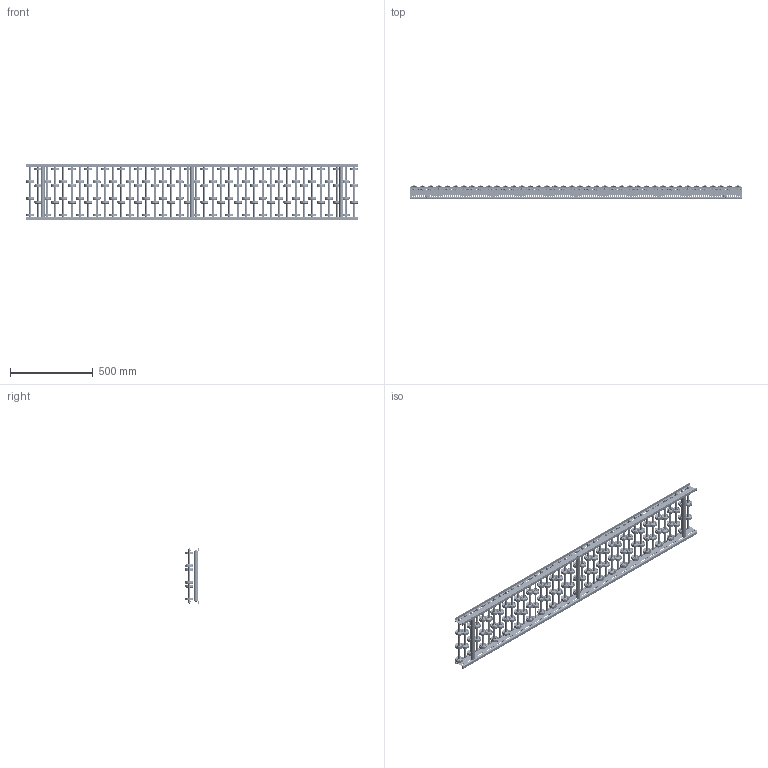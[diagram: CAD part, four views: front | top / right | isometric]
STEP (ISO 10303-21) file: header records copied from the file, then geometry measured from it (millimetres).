
FILE_DESCRIPTION (( 'STEP AP214' ), '1' );
FILE_NAME ('0052429.step', '2021-10-26T13:29:00', ( '' ), ( '' ), 'SwSTEP 2.0', 'SolidWorks 2020', '' );
FILE_SCHEMA (( 'AUTOMOTIVE_DESIGN' ));
Length unit declared in the file: millimetre
Products named in the file (9): S100994_Sperrzahnschraube_M08x16-8.8-A2K; Profil_LRB-20x70x20x2_KFG_S100202_U-PROFIL-20-70-20-2-LRB-L=2000; Röllchenachse-für-Konfiguration_EL300 Stahl; K0011528_2200-48-8; Hutmutter_DIN_1587_M8; Traversen_KFG_L300; 0046278_KB-ROHR-12X1,75mm_KFG_L76; 0052429; S106837_Gewindestange-M8-KFG_L320
Assembly tree (138 placements, depth 3):
  0052429
    Profil_LRB-20x70x20x2_KFG_S100202_U-PROFIL-20-70-20-2-LRB-L=2000  x2
    S100994_Sperrzahnschraube_M08x16-8.8-A2K  x6
    Traversen_KFG_L300  x3
    Röllchenachse-für-Konfiguration_EL300 Stahl  x40
      S106837_Gewindestange-M8-KFG_L320
      0046278_KB-ROHR-12X1,75mm_KFG_L76
      K0011528_2200-48-8
    Hutmutter_DIN_1587_M8  x80
Bounding box: 2000 x 79 x 340 mm (x, y, z)
Volume: 4548472.6 mm3; surface area: 3460991.6 mm2
Topology: 497 solids, 497 shells, 14546 faces, 30980 edges, 18732 vertices
Faces by surface type: cylinder 5348, torus 3144, plane 3042, cone 2932, bspline 80
Entity records: 32065 total; most frequent: DIRECTION 5759, CARTESIAN_POINT 5295, ORIENTED_EDGE 4700, AXIS2_PLACEMENT_3D 2498, EDGE_CURVE 2350, VERTEX_POINT 1538, EDGE_LOOP 1514, CIRCLE 1507
